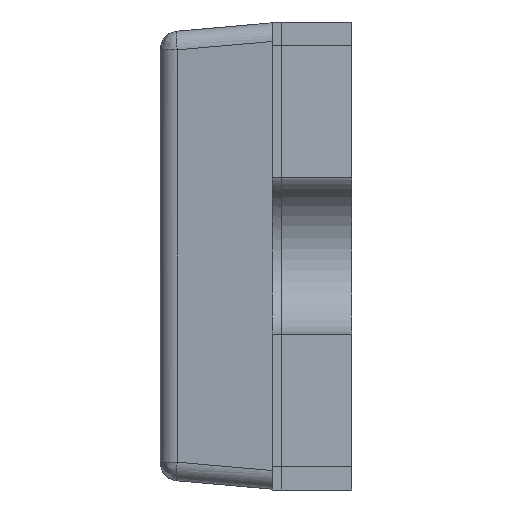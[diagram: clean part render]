
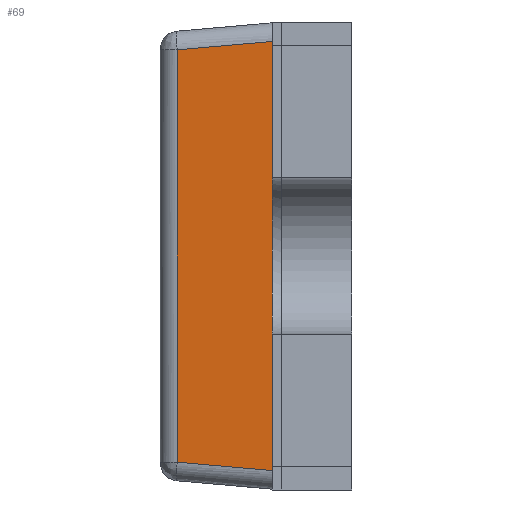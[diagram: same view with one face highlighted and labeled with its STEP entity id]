
A CAD part, left-side view. The second image highlights one B-rep face of the part: STEP entity #69.
In plain terms, the highlighted planar face has unit normal (-0.996, 0.087, 0).
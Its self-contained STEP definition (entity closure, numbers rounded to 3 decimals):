
#69=ADVANCED_FACE('',(#146),#1265,.T.);
#146=FACE_OUTER_BOUND('',#223,.T.);
#223=EDGE_LOOP('',(#301,#302,#303,#304));
#301=ORIENTED_EDGE('',*,*,#705,.T.);
#302=ORIENTED_EDGE('',*,*,#734,.T.);
#303=ORIENTED_EDGE('',*,*,#706,.T.);
#304=ORIENTED_EDGE('',*,*,#726,.T.);
#705=EDGE_CURVE('',#1109,#1110,#943,.T.);
#706=EDGE_CURVE('',#1111,#1112,#944,.T.);
#726=EDGE_CURVE('',#1112,#1109,#958,.T.);
#734=EDGE_CURVE('',#1110,#1111,#961,.T.);
#943=B_SPLINE_CURVE_WITH_KNOTS('',1,(#1812,#1813),.UNSPECIFIED.,.F.,.F.,
(2,2),(0.,0.441),.UNSPECIFIED.);
#944=B_SPLINE_CURVE_WITH_KNOTS('',1,(#1814,#1815),.UNSPECIFIED.,.F.,.F.,
(2,2),(0.,0.46),.UNSPECIFIED.);
#958=B_SPLINE_CURVE_WITH_KNOTS('',1,(#1864,#1865),.UNSPECIFIED.,.F.,.F.,
(2,2),(0.,0.113),.UNSPECIFIED.);
#961=B_SPLINE_CURVE_WITH_KNOTS('',1,(#1885,#1886),.UNSPECIFIED.,.F.,.F.,
(2,2),(0.,0.113),.UNSPECIFIED.);
#1109=VERTEX_POINT('',#1792);
#1110=VERTEX_POINT('',#1793);
#1111=VERTEX_POINT('',#1794);
#1112=VERTEX_POINT('',#1795);
#1265=PLANE('',#1342);
#1342=AXIS2_PLACEMENT_3D('',#1462,#1402,$);
#1402=DIRECTION('',(-0.996,0.087,0.));
#1462=CARTESIAN_POINT('',(-0.287,0.797,-0.877));
#1792=CARTESIAN_POINT('',(-0.34,0.187,0.22));
#1793=CARTESIAN_POINT('',(-0.34,0.187,-0.22));
#1794=CARTESIAN_POINT('',(-0.35,0.075,-0.23));
#1795=CARTESIAN_POINT('',(-0.35,0.075,0.23));
#1812=CARTESIAN_POINT('',(-0.34,0.187,0.22));
#1813=CARTESIAN_POINT('',(-0.34,0.187,-0.22));
#1814=CARTESIAN_POINT('',(-0.35,0.075,-0.23));
#1815=CARTESIAN_POINT('',(-0.35,0.075,0.23));
#1864=CARTESIAN_POINT('',(-0.35,0.075,0.23));
#1865=CARTESIAN_POINT('',(-0.34,0.187,0.22));
#1885=CARTESIAN_POINT('',(-0.34,0.187,-0.22));
#1886=CARTESIAN_POINT('',(-0.35,0.075,-0.23));
